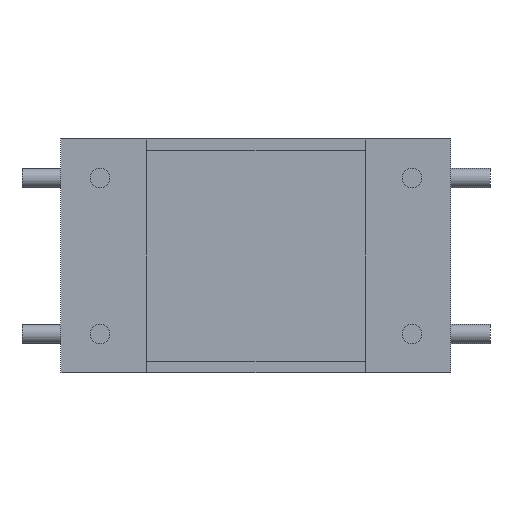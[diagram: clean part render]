
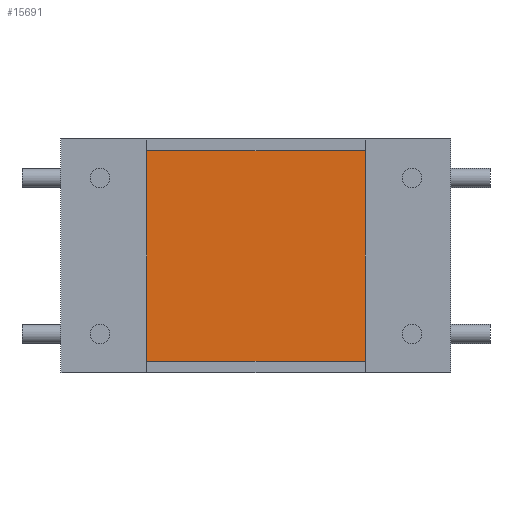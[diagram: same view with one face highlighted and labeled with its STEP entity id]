
A CAD part, front view. The second image highlights one B-rep face of the part: STEP entity #15691.
In plain terms, the highlighted planar face has unit normal (0, -1, 0).
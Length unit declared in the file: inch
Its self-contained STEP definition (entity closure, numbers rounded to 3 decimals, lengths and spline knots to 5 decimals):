
#3753=DIRECTION('',(0.,0.,1.));
#3754=VECTOR('',#3753,0.54);
#3755=CARTESIAN_POINT('',(-0.28,-0.68,-0.27));
#3756=LINE('',#3755,#3754);
#3757=DIRECTION('',(1.,0.,0.));
#3758=VECTOR('',#3757,0.56);
#3759=CARTESIAN_POINT('',(-0.28,-0.68,0.27));
#3760=LINE('',#3759,#3758);
#3761=DIRECTION('',(1.,0.,0.));
#3762=VECTOR('',#3761,0.56);
#3763=CARTESIAN_POINT('',(-0.28,-0.68,-0.27));
#3764=LINE('',#3763,#3762);
#3825=DIRECTION('',(0.,0.,1.));
#3826=VECTOR('',#3825,0.54);
#3827=CARTESIAN_POINT('',(0.28,-0.68,-0.27));
#3828=LINE('',#3827,#3826);
#9483=CARTESIAN_POINT('',(-0.28,-0.68,-0.27));
#9484=CARTESIAN_POINT('',(-0.28,-0.68,0.27));
#9485=VERTEX_POINT('',#9483);
#9486=VERTEX_POINT('',#9484);
#9487=CARTESIAN_POINT('',(0.28,-0.68,-0.27));
#9488=CARTESIAN_POINT('',(0.28,-0.68,0.27));
#9489=VERTEX_POINT('',#9487);
#9490=VERTEX_POINT('',#9488);
#15677=CARTESIAN_POINT('',(-0.28,-0.68,-0.3));
#15678=DIRECTION('',(0.,-1.,0.));
#15679=DIRECTION('',(1.,0.,0.));
#15680=AXIS2_PLACEMENT_3D('',#15677,#15678,#15679);
#15681=PLANE('',#15680);
#15682=ORIENTED_EDGE('',*,*,#15659,.T.);
#15684=ORIENTED_EDGE('',*,*,#15683,.T.);
#15686=ORIENTED_EDGE('',*,*,#15685,.F.);
#15688=ORIENTED_EDGE('',*,*,#15687,.F.);
#15689=EDGE_LOOP('',(#15682,#15684,#15686,#15688));
#15690=FACE_OUTER_BOUND('',#15689,.F.);
#15659=EDGE_CURVE('',#9485,#9486,#3756,.T.);
#15683=EDGE_CURVE('',#9486,#9490,#3760,.T.);
#15685=EDGE_CURVE('',#9489,#9490,#3828,.T.);
#15687=EDGE_CURVE('',#9485,#9489,#3764,.T.);
#15691=ADVANCED_FACE('',(#15690),#15681,.T.);
